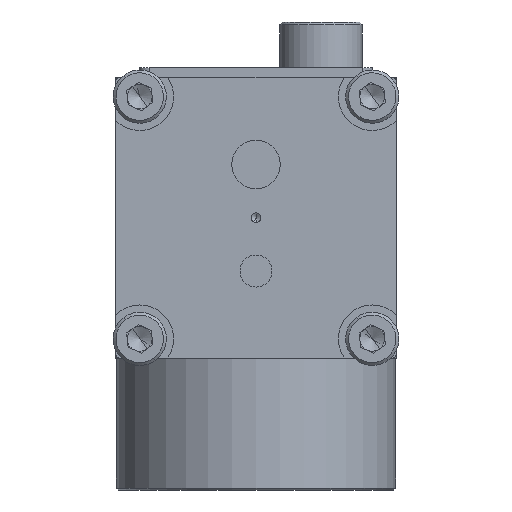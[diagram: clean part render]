
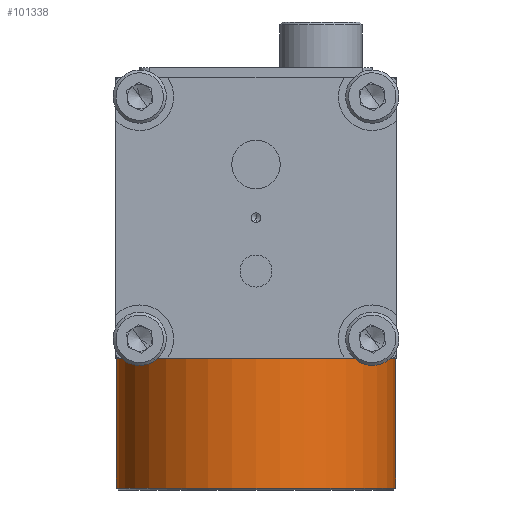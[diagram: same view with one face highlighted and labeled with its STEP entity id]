
A CAD part, front view. The second image highlights one B-rep face of the part: STEP entity #101338.
In plain terms, the highlighted cylindrical face has radius 14.4 mm (diameter 28.8 mm), a partial arc.
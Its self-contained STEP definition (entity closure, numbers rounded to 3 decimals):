
#5812 = AXIS2_PLACEMENT_3D ( 'NONE', #25730, #104490, #37019 ) ;
#7502 = EDGE_CURVE ( 'NONE', #97348, #138175, #116083, .T. ) ;
#14094 = ORIENTED_EDGE ( 'NONE', *, *, #123915, .T. ) ;
#17612 = CARTESIAN_POINT ( 'NONE',  ( -14.4, 0., 13.6 ) ) ;
#18092 = LINE ( 'NONE', #41976, #21602 ) ;
#20505 = FACE_OUTER_BOUND ( 'NONE', #103283, .T. ) ;
#21602 = VECTOR ( 'NONE', #132187, 1000. ) ;
#24697 = CARTESIAN_POINT ( 'NONE',  ( 0., 0., 0.2 ) ) ;
#25303 = EDGE_CURVE ( 'NONE', #40448, #82371, #18092, .T. ) ;
#25730 = CARTESIAN_POINT ( 'NONE',  ( 0., 0., 0.2 ) ) ;
#26228 = VECTOR ( 'NONE', #124708, 1000. ) ;
#35967 = DIRECTION ( 'NONE',  ( 1., 0., 0. ) ) ;
#37019 = DIRECTION ( 'NONE',  ( 1., 0., 0. ) ) ;
#40128 = ORIENTED_EDGE ( 'NONE', *, *, #86383, .T. ) ;
#40448 = VERTEX_POINT ( 'NONE', #91686 ) ;
#41976 = CARTESIAN_POINT ( 'NONE',  ( 14.4, 0., 0. ) ) ;
#45008 = CARTESIAN_POINT ( 'NONE',  ( 0., 0., 0. ) ) ;
#50460 = AXIS2_PLACEMENT_3D ( 'NONE', #131197, #63502, #142600 ) ;
#50464 = CIRCLE ( 'NONE', #5812, 14.4 ) ;
#61124 = CARTESIAN_POINT ( 'NONE',  ( -14.4, 0., 0.2 ) ) ;
#63502 = DIRECTION ( 'NONE',  ( 0., 0., -1. ) ) ;
#66103 = CYLINDRICAL_SURFACE ( 'NONE', #93356, 14.4 ) ;
#75258 = CIRCLE ( 'NONE', #50460, 14.4 ) ;
#78347 = DIRECTION ( 'NONE',  ( 0., 0., 1. ) ) ;
#80499 = AXIS2_PLACEMENT_3D ( 'NONE', #24697, #103471, #35967 ) ;
#82371 = VERTEX_POINT ( 'NONE', #99923 ) ;
#84318 = ORIENTED_EDGE ( 'NONE', *, *, #101170, .T. ) ;
#86383 = EDGE_CURVE ( 'NONE', #134076, #40448, #142608, .T. ) ;
#91686 = CARTESIAN_POINT ( 'NONE',  ( 14.4, 0., 0.2 ) ) ;
#93356 = AXIS2_PLACEMENT_3D ( 'NONE', #45008, #78347, #123951 ) ;
#97348 = VERTEX_POINT ( 'NONE', #61124 ) ;
#98240 = CARTESIAN_POINT ( 'NONE',  ( 0., -14.4, 0.2 ) ) ;
#99923 = CARTESIAN_POINT ( 'NONE',  ( 14.4, 0., 13.6 ) ) ;
#101170 = EDGE_CURVE ( 'NONE', #97348, #134076, #50464, .T. ) ;
#101338 = ADVANCED_FACE ( 'NONE', ( #20505 ), #66103, .T. ) ;
#103283 = EDGE_LOOP ( 'NONE', ( #125844, #84318, #40128, #128970, #14094 ) ) ;
#103471 = DIRECTION ( 'NONE',  ( 0., 0., 1. ) ) ;
#104490 = DIRECTION ( 'NONE',  ( 0., 0., 1. ) ) ;
#113315 = CARTESIAN_POINT ( 'NONE',  ( -14.4, 0., 0. ) ) ;
#116083 = LINE ( 'NONE', #113315, #26228 ) ;
#123915 = EDGE_CURVE ( 'NONE', #82371, #138175, #75258, .T. ) ;
#123951 = DIRECTION ( 'NONE',  ( 1., 0., 0. ) ) ;
#124708 = DIRECTION ( 'NONE',  ( 0., 0., 1. ) ) ;
#125844 = ORIENTED_EDGE ( 'NONE', *, *, #7502, .F. ) ;
#128970 = ORIENTED_EDGE ( 'NONE', *, *, #25303, .T. ) ;
#131197 = CARTESIAN_POINT ( 'NONE',  ( 0., 0., 13.6 ) ) ;
#132187 = DIRECTION ( 'NONE',  ( 0., 0., 1. ) ) ;
#134076 = VERTEX_POINT ( 'NONE', #98240 ) ;
#138175 = VERTEX_POINT ( 'NONE', #17612 ) ;
#142600 = DIRECTION ( 'NONE',  ( 1., 0., 0. ) ) ;
#142608 = CIRCLE ( 'NONE', #80499, 14.4 ) ;
